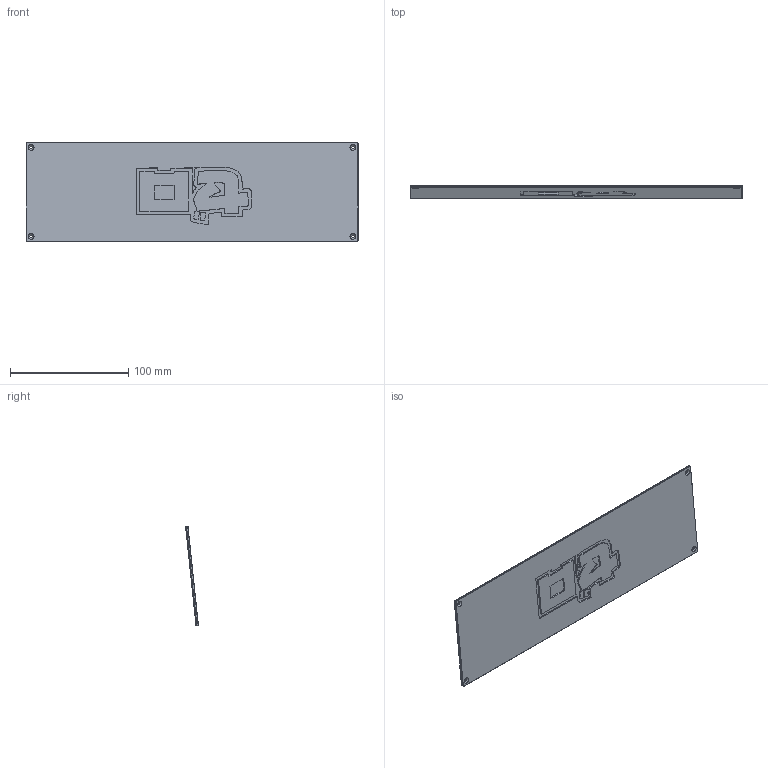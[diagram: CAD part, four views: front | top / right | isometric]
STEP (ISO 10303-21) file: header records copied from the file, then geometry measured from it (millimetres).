
FILE_DESCRIPTION(/* description */ (''),/* implementation_level */ '2;1');
FILE_NAME(/* name */ 'TwoPieceWeight.step',/* time_stamp */ '2024-04-23T22:52:54-04:00',/* author */ (''),/* organization */ (''),/* preprocessor_version */ 'ST-DEVELOPER v20',/* originating_system */ 'Autodesk Translation Framework v12.20.1.177',/* authorisation */ '');
FILE_SCHEMA (('AUTOMOTIVE_DESIGN { 1 0 10303 214 3 1 1 }'));
Length unit declared in the file: millimetre
Products named in the file (1): (Unsaved)
Bounding box: 281.29 x 10.81 x 84.29 mm (x, y, z)
Volume: 45626.9 mm3; surface area: 89454.7 mm2
Topology: 2 solids, 2 shells, 194 faces, 511 edges, 327 vertices
Faces by surface type: bspline 93, plane 73, cylinder 20, cone 8
Full cylindrical faces by diameter (mm): 2.529 x8
Entity records: 7985 total; most frequent: CARTESIAN_POINT 3690, ORIENTED_EDGE 1022, DIRECTION 620, EDGE_CURVE 511, VERTEX_POINT 327, LINE 312, VECTOR 312, EDGE_LOOP 218
